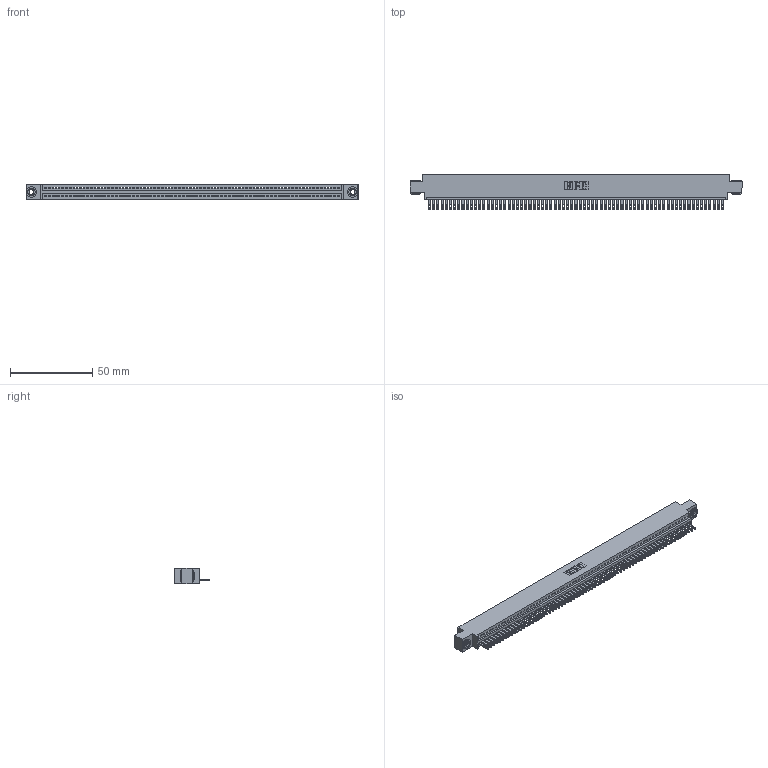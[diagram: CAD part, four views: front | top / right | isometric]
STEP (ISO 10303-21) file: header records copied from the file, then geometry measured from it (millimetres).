
FILE_DESCRIPTION (( 'STEP AP203' ), '1' );
FILE_NAME ('345-071-500-603.STEP', '2019-10-12T20:02:37', ( '' ), ( '' ), 'SwSTEP 2.0', 'SolidWorks 2016', '' );
FILE_SCHEMA (( 'CONFIG_CONTROL_DESIGN' ));
Length unit declared in the file: inch
Products named in the file (4): 345-250-002_345-250-002-102; 345-071-500-603; 345-292-001_345-293-100; 345 Part_0.170 Offset - 0.156 Dia-TH
Assembly tree (74 placements, depth 2):
  345-071-500-603
    345 Part_0.170 Offset - 0.156 Dia-TH
    345-292-001_345-293-100  x71
    345-250-002_345-250-002-102  x2
Bounding box: 201.55 x 21.51 x 9.4 mm (x, y, z)
Volume: 19330.8 mm3; surface area: 26583.6 mm2
Topology: 74 solids, 74 shells, 4002 faces, 12357 edges, 8234 vertices
Faces by surface type: plane 2508, cylinder 1486, cone 8
Entity records: 50244 total; most frequent: CARTESIAN_POINT 8680, ORIENTED_EDGE 8678, DIRECTION 7571, EDGE_CURVE 4339, VECTOR 3895, LINE 3895, VERTEX_POINT 2890, AXIS2_PLACEMENT_3D 1838
